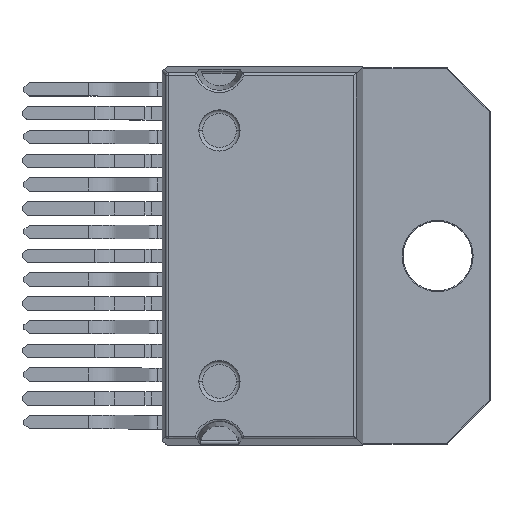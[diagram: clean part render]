
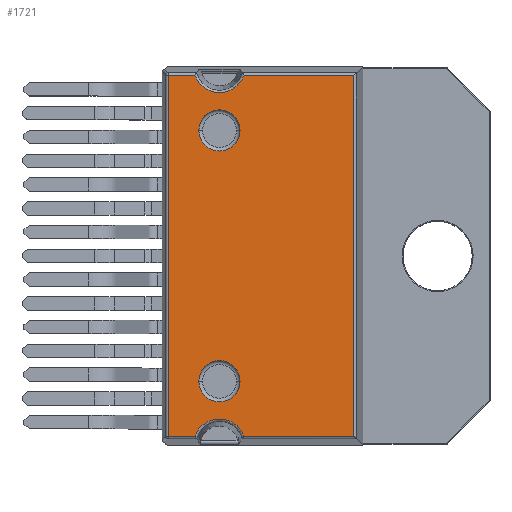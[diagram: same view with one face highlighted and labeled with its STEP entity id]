
A CAD part, top view. The second image highlights one B-rep face of the part: STEP entity #1721.
In plain terms, the highlighted planar face has unit normal (0, 0, 1).
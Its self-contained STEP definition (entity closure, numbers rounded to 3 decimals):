
#22 = EDGE_LOOP ( 'NONE', ( #1732, #1696 ) ) ;
#23 = ORIENTED_EDGE ( 'NONE', *, *, #1698, .T. ) ;
#24 = VERTEX_POINT ( 'NONE', #278 ) ;
#25 = ORIENTED_EDGE ( 'NONE', *, *, #1709, .T. ) ;
#26 = ORIENTED_EDGE ( 'NONE', *, *, #1702, .T. ) ;
#278 = CARTESIAN_POINT ( 'NONE',  ( -0.99, 9.645, 5. ) ) ;
#852 = CARTESIAN_POINT ( 'NONE',  ( -1.202, 6.7, 5. ) ) ;
#853 = DIRECTION ( 'NONE',  ( 1., 0., 0. ) ) ;
#854 = DIRECTION ( 'NONE',  ( 0., 0., 1. ) ) ;
#855 = CARTESIAN_POINT ( 'NONE',  ( -2.302, 6.7, 5. ) ) ;
#856 = AXIS2_PLACEMENT_3D ( 'NONE', #855, #854, #853 ) ;
#857 = CIRCLE ( 'NONE', #856, 1.1 ) ;
#858 = CARTESIAN_POINT ( 'NONE',  ( -3.402, 6.7, 5. ) ) ;
#967 = CARTESIAN_POINT ( 'NONE',  ( -1.202, -6.7, 5. ) ) ;
#1120 = DIRECTION ( 'NONE',  ( 1., 0., 0. ) ) ;
#1121 = DIRECTION ( 'NONE',  ( 0., 0., -1. ) ) ;
#1122 = CARTESIAN_POINT ( 'NONE',  ( -2.302, -6.7, 5. ) ) ;
#1123 = AXIS2_PLACEMENT_3D ( 'NONE', #1122, #1121, #1120 ) ;
#1124 = CIRCLE ( 'NONE', #1123, 1.1 ) ;
#1322 = VERTEX_POINT ( 'NONE', #858 ) ;
#1326 = EDGE_CURVE ( 'NONE', #1322, #1327, #857, .T. ) ;
#1327 = VERTEX_POINT ( 'NONE', #852 ) ;
#1375 = DIRECTION ( 'NONE',  ( 1., 0., 0. ) ) ;
#1377 = DIRECTION ( 'NONE',  ( 0., 0., -1. ) ) ;
#1378 = CARTESIAN_POINT ( 'NONE',  ( -2.302, -6.7, 5. ) ) ;
#1380 = AXIS2_PLACEMENT_3D ( 'NONE', #1378, #1377, #1375 ) ;
#1382 = CIRCLE ( 'NONE', #1380, 1.1 ) ;
#1387 = VERTEX_POINT ( 'NONE', #967 ) ;
#1389 = CARTESIAN_POINT ( 'NONE',  ( -3.402, -6.7, 5. ) ) ;
#1475 = EDGE_CURVE ( 'NONE', #1387, #1598, #1124, .T. ) ;
#1598 = VERTEX_POINT ( 'NONE', #1389 ) ;
#1603 = EDGE_CURVE ( 'NONE', #1598, #1387, #1382, .T. ) ;
#1695 = ORIENTED_EDGE ( 'NONE', *, *, #1712, .F. ) ;
#1696 = ORIENTED_EDGE ( 'NONE', *, *, #1603, .T. ) ;
#1698 = EDGE_CURVE ( 'NONE', #1699, #1703, #1866, .T. ) ;
#1699 = VERTEX_POINT ( 'NONE', #1851 ) ;
#1700 = EDGE_CURVE ( 'NONE', #1711, #1713, #1846, .T. ) ;
#1702 = EDGE_CURVE ( 'NONE', #1703, #1704, #1836, .T. ) ;
#1703 = VERTEX_POINT ( 'NONE', #1829 ) ;
#1704 = VERTEX_POINT ( 'NONE', #1828 ) ;
#1706 = EDGE_CURVE ( 'NONE', #1728, #1707, #1823, .T. ) ;
#1707 = VERTEX_POINT ( 'NONE', #1955 ) ;
#1708 = ORIENTED_EDGE ( 'NONE', *, *, #1326, .F. ) ;
#1709 = EDGE_CURVE ( 'NONE', #24, #1711, #1949, .T. ) ;
#1711 = VERTEX_POINT ( 'NONE', #1941 ) ;
#1712 = EDGE_CURVE ( 'NONE', #1327, #1322, #1936, .T. ) ;
#1713 = VERTEX_POINT ( 'NONE', #1928 ) ;
#1715 = ORIENTED_EDGE ( 'NONE', *, *, #1717, .T. ) ;
#1717 = EDGE_CURVE ( 'NONE', #1704, #24, #1922, .T. ) ;
#1721 = ADVANCED_FACE ( 'NONE', ( #1915, #1914, #1912 ), #2012, .F. ) ;
#1726 = EDGE_LOOP ( 'NONE', ( #1695, #1708 ) ) ;
#1728 = VERTEX_POINT ( 'NONE', #2001 ) ;
#1730 = ORIENTED_EDGE ( 'NONE', *, *, #1706, .T. ) ;
#1732 = ORIENTED_EDGE ( 'NONE', *, *, #1475, .T. ) ;
#1734 = ORIENTED_EDGE ( 'NONE', *, *, #1736, .T. ) ;
#1736 = EDGE_CURVE ( 'NONE', #1713, #1728, #1996, .T. ) ;
#1738 = ORIENTED_EDGE ( 'NONE', *, *, #1739, .T. ) ;
#1739 = EDGE_CURVE ( 'NONE', #1707, #1699, #1985, .T. ) ;
#1823 = LINE ( 'NONE', #1959, #1957 ) ;
#1828 = CARTESIAN_POINT ( 'NONE',  ( 4.881, 9.645, 5. ) ) ;
#1829 = CARTESIAN_POINT ( 'NONE',  ( 4.881, -9.645, 5. ) ) ;
#1831 = DIRECTION ( 'NONE',  ( 0., 1., 0. ) ) ;
#1833 = VECTOR ( 'NONE', #1831, 1000. ) ;
#1835 = CARTESIAN_POINT ( 'NONE',  ( 4.881, 10.1, 5. ) ) ;
#1836 = LINE ( 'NONE', #1835, #1833 ) ;
#1841 = DIRECTION ( 'NONE',  ( -1., 0., 0. ) ) ;
#1843 = VECTOR ( 'NONE', #1841, 1000. ) ;
#1844 = CARTESIAN_POINT ( 'NONE',  ( -5.158, 9.645, 5. ) ) ;
#1846 = LINE ( 'NONE', #1844, #1843 ) ;
#1851 = CARTESIAN_POINT ( 'NONE',  ( -0.99, -9.645, 5. ) ) ;
#1852 = DIRECTION ( 'NONE',  ( 1., 0., 0. ) ) ;
#1853 = VECTOR ( 'NONE', #1852, 1000. ) ;
#1856 = CARTESIAN_POINT ( 'NONE',  ( 4.995, -9.645, 5. ) ) ;
#1866 = LINE ( 'NONE', #1856, #1853 ) ;
#1912 = FACE_BOUND ( 'NONE', #22, .T. ) ;
#1914 = FACE_OUTER_BOUND ( 'NONE', #11444, .T. ) ;
#1915 = FACE_BOUND ( 'NONE', #1726, .T. ) ;
#1917 = DIRECTION ( 'NONE',  ( -1., 0., 0. ) ) ;
#1919 = VECTOR ( 'NONE', #1917, 1000. ) ;
#1920 = CARTESIAN_POINT ( 'NONE',  ( -1.078, 9.645, 5. ) ) ;
#1922 = LINE ( 'NONE', #1920, #1919 ) ;
#1928 = CARTESIAN_POINT ( 'NONE',  ( -5.043, 9.645, 5. ) ) ;
#1930 = DIRECTION ( 'NONE',  ( 1., 0., 0. ) ) ;
#1932 = DIRECTION ( 'NONE',  ( 0., 0., 1. ) ) ;
#1933 = CARTESIAN_POINT ( 'NONE',  ( -2.302, 6.7, 5. ) ) ;
#1934 = AXIS2_PLACEMENT_3D ( 'NONE', #1933, #1932, #1930 ) ;
#1936 = CIRCLE ( 'NONE', #1934, 1.1 ) ;
#1941 = CARTESIAN_POINT ( 'NONE',  ( -3.614, 9.645, 5. ) ) ;
#1943 = DIRECTION ( 'NONE',  ( -1., 0., 0. ) ) ;
#1944 = DIRECTION ( 'NONE',  ( 0., 0., -1. ) ) ;
#1945 = CARTESIAN_POINT ( 'NONE',  ( -2.302, 10.1, 5. ) ) ;
#1947 = AXIS2_PLACEMENT_3D ( 'NONE', #1945, #1944, #1943 ) ;
#1949 = CIRCLE ( 'NONE', #1947, 1.388 ) ;
#1955 = CARTESIAN_POINT ( 'NONE',  ( -3.614, -9.645, 5. ) ) ;
#1956 = DIRECTION ( 'NONE',  ( 1., 0., 0. ) ) ;
#1957 = VECTOR ( 'NONE', #1956, 1000. ) ;
#1959 = CARTESIAN_POINT ( 'NONE',  ( -3.526, -9.645, 5. ) ) ;
#1979 = DIRECTION ( 'NONE',  ( -1., 0., 0. ) ) ;
#1981 = DIRECTION ( 'NONE',  ( 0., 0., -1. ) ) ;
#1983 = CARTESIAN_POINT ( 'NONE',  ( -2.302, -10.1, 5. ) ) ;
#1984 = AXIS2_PLACEMENT_3D ( 'NONE', #1983, #1981, #1979 ) ;
#1985 = CIRCLE ( 'NONE', #1984, 1.388 ) ;
#1991 = DIRECTION ( 'NONE',  ( 0., -1., 0. ) ) ;
#1993 = VECTOR ( 'NONE', #1991, 1000. ) ;
#1995 = CARTESIAN_POINT ( 'NONE',  ( -5.043, 10.1, 5. ) ) ;
#1996 = LINE ( 'NONE', #1995, #1993 ) ;
#2001 = CARTESIAN_POINT ( 'NONE',  ( -5.043, -9.645, 5. ) ) ;
#2003 = DIRECTION ( 'NONE',  ( -1., 0., 0. ) ) ;
#2005 = DIRECTION ( 'NONE',  ( 0., 0., -1. ) ) ;
#2007 = CARTESIAN_POINT ( 'NONE',  ( 4.995, 10.1, 5. ) ) ;
#2008 = AXIS2_PLACEMENT_3D ( 'NONE', #2007, #2005, #2003 ) ;
#2012 = PLANE ( 'NONE',  #2008 ) ;
#11443 = ORIENTED_EDGE ( 'NONE', *, *, #1700, .T. ) ;
#11444 = EDGE_LOOP ( 'NONE', ( #26, #1715, #25, #11443, #1734, #1730, #1738, #23 ) ) ;
